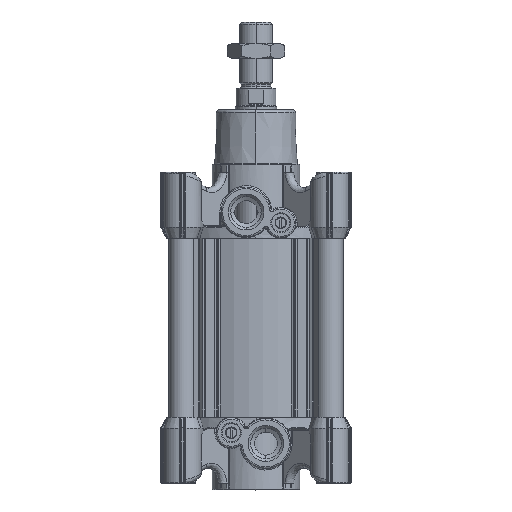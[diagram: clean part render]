
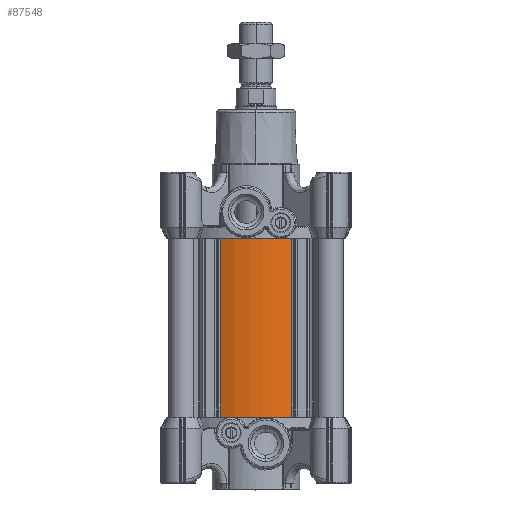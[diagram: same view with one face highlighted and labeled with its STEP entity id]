
A CAD part, top view. The second image highlights one B-rep face of the part: STEP entity #87548.
In plain terms, the highlighted cylindrical face has radius 52.75 mm (diameter 105.5 mm), a partial arc.
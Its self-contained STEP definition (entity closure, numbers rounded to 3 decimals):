
#2439 = AXIS2_PLACEMENT_3D ( 'NONE', #93529, #105166, #39927 ) ;
#2803 = EDGE_CURVE ( 'NONE', #61516, #108445, #4825, .T. ) ;
#4825 = CIRCLE ( 'NONE', #57933, 52.75 ) ;
#14128 = CARTESIAN_POINT ( 'NONE',  ( -21.399, 40., 48.214 ) ) ;
#17126 = CARTESIAN_POINT ( 'NONE',  ( 21.399, 148., 48.214 ) ) ;
#25833 = DIRECTION ( 'NONE',  ( 0., -1., 0. ) ) ;
#29999 = EDGE_CURVE ( 'NONE', #115549, #72235, #39836, .T. ) ;
#30385 = FACE_OUTER_BOUND ( 'NONE', #73660, .T. ) ;
#31466 = CARTESIAN_POINT ( 'NONE',  ( 21.399, 90., 48.214 ) ) ;
#36267 = ORIENTED_EDGE ( 'NONE', *, *, #29999, .F. ) ;
#36321 = CARTESIAN_POINT ( 'NONE',  ( 0., 148., 0. ) ) ;
#39836 = CIRCLE ( 'NONE', #2439, 52.75 ) ;
#39927 = DIRECTION ( 'NONE',  ( 1., 0., 0. ) ) ;
#55367 = DIRECTION ( 'NONE',  ( 0., 1., 0. ) ) ;
#57933 = AXIS2_PLACEMENT_3D ( 'NONE', #36321, #25833, #83747 ) ;
#58051 = AXIS2_PLACEMENT_3D ( 'NONE', #68547, #87026, #107274 ) ;
#59804 = DIRECTION ( 'NONE',  ( 0., 1., 0. ) ) ;
#61516 = VERTEX_POINT ( 'NONE', #17126 ) ;
#67939 = CYLINDRICAL_SURFACE ( 'NONE', #58051, 52.75 ) ;
#68547 = CARTESIAN_POINT ( 'NONE',  ( 0., 90., 0. ) ) ;
#70753 = ORIENTED_EDGE ( 'NONE', *, *, #2803, .T. ) ;
#71557 = ORIENTED_EDGE ( 'NONE', *, *, #85280, .F. ) ;
#72235 = VERTEX_POINT ( 'NONE', #14128 ) ;
#73660 = EDGE_LOOP ( 'NONE', ( #70753, #71557, #36267, #100591 ) ) ;
#80073 = EDGE_CURVE ( 'NONE', #115549, #61516, #115770, .T. ) ;
#83687 = LINE ( 'NONE', #121171, #118734 ) ;
#83747 = DIRECTION ( 'NONE',  ( 1., 0., 0. ) ) ;
#85280 = EDGE_CURVE ( 'NONE', #72235, #108445, #83687, .T. ) ;
#87026 = DIRECTION ( 'NONE',  ( 0., 1., 0. ) ) ;
#87383 = CARTESIAN_POINT ( 'NONE',  ( 21.399, 40., 48.214 ) ) ;
#87548 = ADVANCED_FACE ( 'NONE', ( #30385 ), #67939, .T. ) ;
#93529 = CARTESIAN_POINT ( 'NONE',  ( 0., 40., 0. ) ) ;
#100591 = ORIENTED_EDGE ( 'NONE', *, *, #80073, .T. ) ;
#105166 = DIRECTION ( 'NONE',  ( 0., -1., 0. ) ) ;
#107274 = DIRECTION ( 'NONE',  ( -1., 0., 0. ) ) ;
#107773 = CARTESIAN_POINT ( 'NONE',  ( -21.399, 148., 48.214 ) ) ;
#108445 = VERTEX_POINT ( 'NONE', #107773 ) ;
#110322 = VECTOR ( 'NONE', #59804, 1000. ) ;
#115549 = VERTEX_POINT ( 'NONE', #87383 ) ;
#115770 = LINE ( 'NONE', #31466, #110322 ) ;
#118734 = VECTOR ( 'NONE', #55367, 1000. ) ;
#121171 = CARTESIAN_POINT ( 'NONE',  ( -21.399, 90., 48.214 ) ) ;
